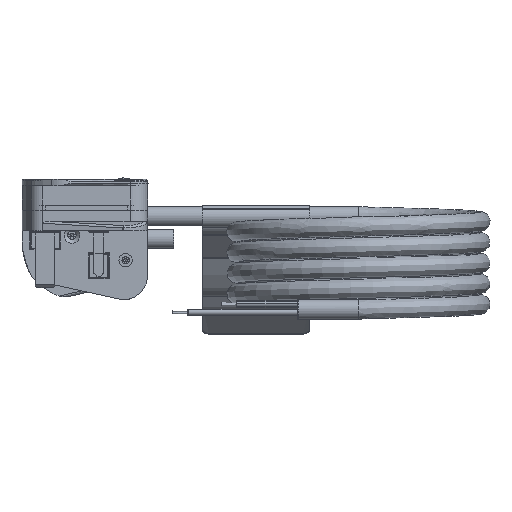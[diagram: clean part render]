
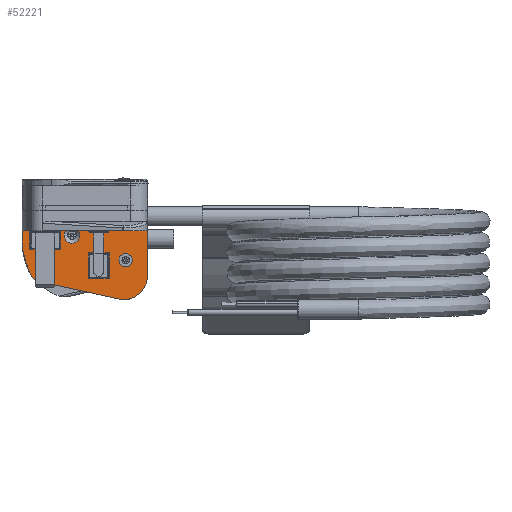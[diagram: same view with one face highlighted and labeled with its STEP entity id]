
A CAD part, left-side view. The second image highlights one B-rep face of the part: STEP entity #52221.
In plain terms, the highlighted planar face has unit normal (-1, 0, 0).
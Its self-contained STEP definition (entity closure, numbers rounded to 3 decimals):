
#45984=CARTESIAN_POINT('',(224.25,99.5,-1.));
#45985=VERTEX_POINT('',#45984);
#45986=CARTESIAN_POINT('',(224.25,99.5,-4.25));
#45987=DIRECTION('',(1.0,0.0,0.0));
#45988=DIRECTION('',(0.0,0.0,1.0));
#45989=AXIS2_PLACEMENT_3D('',#45986,#45987,#45988);
#45990=CIRCLE('',#45989,3.25);
#45991=EDGE_CURVE('',#45985,#45985,#45990,.T.);
#46001=CARTESIAN_POINT('',(224.25,116.75,-1.5));
#46002=VERTEX_POINT('',#46001);
#46003=CARTESIAN_POINT('',(224.25,116.75,-10.));
#46004=VERTEX_POINT('',#46003);
#46005=CARTESIAN_POINT('',(224.25,116.75,-1.5));
#46006=DIRECTION('',(0.0,0.0,-1.0));
#46007=VECTOR('',#46006,8.5);
#46008=LINE('',#46005,#46007);
#46009=EDGE_CURVE('',#46002,#46004,#46008,.T.);
#46074=CARTESIAN_POINT('',(224.25,104.25,-1.5));
#46075=VERTEX_POINT('',#46074);
#46076=CARTESIAN_POINT('',(224.25,104.25,-1.5));
#46077=DIRECTION('',(0.0,1.0,0.0));
#46078=VECTOR('',#46077,12.5);
#46079=LINE('',#46076,#46078);
#46080=EDGE_CURVE('',#46075,#46002,#46079,.T.);
#46244=CARTESIAN_POINT('',(224.25,84.25,10.5));
#46245=VERTEX_POINT('',#46244);
#46246=CARTESIAN_POINT('',(224.25,92.75,10.5));
#46247=VERTEX_POINT('',#46246);
#46248=CARTESIAN_POINT('',(224.25,84.25,10.5));
#46249=DIRECTION('',(0.0,1.0,0.0));
#46250=VECTOR('',#46249,8.5);
#46251=LINE('',#46248,#46250);
#46252=EDGE_CURVE('',#46245,#46247,#46251,.T.);
#46317=CARTESIAN_POINT('',(224.25,92.75,0.0));
#46318=VERTEX_POINT('',#46317);
#46319=CARTESIAN_POINT('',(224.25,92.75,10.5));
#46320=DIRECTION('',(0.0,0.0,-1.0));
#46321=VECTOR('',#46320,10.5);
#46322=LINE('',#46319,#46321);
#46323=EDGE_CURVE('',#46247,#46318,#46322,.T.);
#46373=CARTESIAN_POINT('',(224.25,84.25,-11.5));
#46374=VERTEX_POINT('',#46373);
#46375=CARTESIAN_POINT('',(224.25,92.75,-11.5));
#46376=VERTEX_POINT('',#46375);
#46377=CARTESIAN_POINT('',(224.25,84.25,-11.5));
#46378=DIRECTION('',(0.0,1.0,0.0));
#46379=VECTOR('',#46378,8.5);
#46380=LINE('',#46377,#46379);
#46381=EDGE_CURVE('',#46374,#46376,#46380,.T.);
#46446=CARTESIAN_POINT('',(224.25,92.75,-22.));
#46447=VERTEX_POINT('',#46446);
#46448=CARTESIAN_POINT('',(224.25,92.75,-11.5));
#46449=DIRECTION('',(0.0,0.0,-1.0));
#46450=VECTOR('',#46449,10.5);
#46451=LINE('',#46448,#46450);
#46452=EDGE_CURVE('',#46376,#46447,#46451,.T.);
#46502=CARTESIAN_POINT('',(224.25,84.25,-22.));
#46503=VERTEX_POINT('',#46502);
#46504=CARTESIAN_POINT('',(224.25,84.25,-22.));
#46505=DIRECTION('',(0.0,0.0,1.0));
#46506=VECTOR('',#46505,10.5);
#46507=LINE('',#46504,#46506);
#46508=EDGE_CURVE('',#46503,#46374,#46507,.T.);
#46558=CARTESIAN_POINT('',(224.25,84.25,0.0));
#46559=VERTEX_POINT('',#46558);
#46560=CARTESIAN_POINT('',(224.25,84.25,0.0));
#46561=DIRECTION('',(0.0,0.0,1.0));
#46562=VECTOR('',#46561,10.5);
#46563=LINE('',#46560,#46562);
#46564=EDGE_CURVE('',#46559,#46245,#46563,.T.);
#46614=CARTESIAN_POINT('',(224.25,92.75,-22.));
#46615=DIRECTION('',(0.0,-1.0,0.0));
#46616=VECTOR('',#46615,8.5);
#46617=LINE('',#46614,#46616);
#46618=EDGE_CURVE('',#46447,#46503,#46617,.T.);
#46653=CARTESIAN_POINT('',(224.25,92.75,0.0));
#46654=DIRECTION('',(0.0,-1.0,0.0));
#46655=VECTOR('',#46654,8.5);
#46656=LINE('',#46653,#46655);
#46657=EDGE_CURVE('',#46318,#46559,#46656,.T.);
#46692=CARTESIAN_POINT('',(224.25,104.25,-10.));
#46693=VERTEX_POINT('',#46692);
#46694=CARTESIAN_POINT('',(224.25,104.25,-10.));
#46695=DIRECTION('',(0.0,0.0,1.0));
#46696=VECTOR('',#46695,8.5);
#46697=LINE('',#46694,#46696);
#46698=EDGE_CURVE('',#46693,#46075,#46697,.T.);
#46748=CARTESIAN_POINT('',(224.25,116.75,-10.));
#46749=DIRECTION('',(0.0,-1.0,0.0));
#46750=VECTOR('',#46749,12.5);
#46751=LINE('',#46748,#46750);
#46752=EDGE_CURVE('',#46004,#46693,#46751,.T.);
#50379=CARTESIAN_POINT('',(224.25,77.5,5.75));
#50380=VERTEX_POINT('',#50379);
#50381=CARTESIAN_POINT('',(224.25,77.5,3.));
#50382=DIRECTION('',(1.0,0.0,0.0));
#50383=DIRECTION('',(0.0,0.0,1.0));
#50384=AXIS2_PLACEMENT_3D('',#50381,#50382,#50383);
#50385=CIRCLE('',#50384,2.75);
#50386=EDGE_CURVE('',#50380,#50380,#50385,.T.);
#50427=CARTESIAN_POINT('',(224.25,77.5,-11.75));
#50428=VERTEX_POINT('',#50427);
#50429=CARTESIAN_POINT('',(224.25,77.5,-14.5));
#50430=DIRECTION('',(1.0,0.0,0.0));
#50431=DIRECTION('',(0.0,0.0,1.0));
#50432=AXIS2_PLACEMENT_3D('',#50429,#50430,#50431);
#50433=CIRCLE('',#50432,2.75);
#50434=EDGE_CURVE('',#50428,#50428,#50433,.T.);
#51041=CARTESIAN_POINT('',(224.25,68.5,9.25));
#51042=VERTEX_POINT('',#51041);
#51049=CARTESIAN_POINT('',(224.25,68.5,-20.75));
#51050=VERTEX_POINT('',#51049);
#51051=CARTESIAN_POINT('',(224.25,68.5,9.25));
#51052=DIRECTION('',(0.0,0.0,-1.0));
#51053=VECTOR('',#51052,30.);
#51054=LINE('',#51051,#51053);
#51055=EDGE_CURVE('',#51042,#51050,#51054,.T.);
#51772=CARTESIAN_POINT('',(224.25,78.383,-30.749));
#51773=VERTEX_POINT('',#51772);
#51774=CARTESIAN_POINT('',(224.25,78.5,-20.75));
#51775=DIRECTION('',(1.0,0.0,0.0));
#51776=DIRECTION('',(0.0,0.0,-1.0));
#51777=AXIS2_PLACEMENT_3D('',#51774,#51775,#51776);
#51778=CIRCLE('',#51777,10.);
#51779=EDGE_CURVE('',#51050,#51773,#51778,.T.);
#51805=CARTESIAN_POINT('',(224.25,78.608,19.226));
#51806=VERTEX_POINT('',#51805);
#51813=CARTESIAN_POINT('',(224.25,78.383,19.249));
#51814=VERTEX_POINT('',#51813);
#51815=CARTESIAN_POINT('',(224.25,78.395,18.249));
#51816=DIRECTION('',(1.0,0.,0.));
#51817=DIRECTION('',(0.,0.101,0.995));
#51818=AXIS2_PLACEMENT_3D('',#51815,#51816,#51817);
#51819=CIRCLE('',#51818,1.0);
#51820=EDGE_CURVE('',#51806,#51814,#51819,.T.);
#51897=CARTESIAN_POINT('',(224.25,78.5,9.25));
#51898=DIRECTION('',(1.0,0.0,0.0));
#51899=DIRECTION('',(0.0,0.0,-1.0));
#51900=AXIS2_PLACEMENT_3D('',#51897,#51898,#51899);
#51901=CIRCLE('',#51900,10.);
#51902=EDGE_CURVE('',#51814,#51042,#51901,.T.);
#51916=CARTESIAN_POINT('',(224.25,78.608,-30.726));
#51917=VERTEX_POINT('',#51916);
#51918=CARTESIAN_POINT('',(224.25,78.395,-29.749));
#51919=DIRECTION('',(1.0,0.,0.));
#51920=DIRECTION('',(0.,0.101,-0.995));
#51921=AXIS2_PLACEMENT_3D('',#51918,#51919,#51920);
#51922=CIRCLE('',#51921,1.0);
#51923=EDGE_CURVE('',#51773,#51917,#51922,.T.);
#51976=CARTESIAN_POINT('',(224.25,111.565,12.036));
#51977=VERTEX_POINT('',#51976);
#51984=CARTESIAN_POINT('',(224.25,111.565,12.036));
#51985=DIRECTION('',(0.0,-0.977,0.213));
#51986=VECTOR('',#51985,33.732);
#51987=LINE('',#51984,#51986);
#51988=EDGE_CURVE('',#51977,#51806,#51987,.T.);
#51999=CARTESIAN_POINT('',(224.25,111.565,-23.536));
#52000=VERTEX_POINT('',#51999);
#52001=CARTESIAN_POINT('',(224.25,111.565,-23.536));
#52002=DIRECTION('',(0.0,-0.977,-0.213));
#52003=VECTOR('',#52002,33.732);
#52004=LINE('',#52001,#52003);
#52005=EDGE_CURVE('',#52000,#51917,#52004,.T.);
#52115=CARTESIAN_POINT('',(224.25,116.247,9.23));
#52116=VERTEX_POINT('',#52115);
#52123=CARTESIAN_POINT('',(224.25,111.565,6.727));
#52124=DIRECTION('',(1.0,0.0,0.0));
#52125=DIRECTION('',(0.0,0.0,-1.0));
#52126=AXIS2_PLACEMENT_3D('',#52123,#52124,#52125);
#52127=CIRCLE('',#52126,5.309);
#52128=EDGE_CURVE('',#52116,#51977,#52127,.T.);
#52140=CARTESIAN_POINT('',(224.25,116.247,-20.73));
#52141=VERTEX_POINT('',#52140);
#52148=CARTESIAN_POINT('',(224.25,88.225,-5.75));
#52149=DIRECTION('',(1.0,0.0,0.0));
#52150=DIRECTION('',(0.0,0.0,-1.0));
#52151=AXIS2_PLACEMENT_3D('',#52148,#52149,#52150);
#52152=CIRCLE('',#52151,31.775);
#52153=EDGE_CURVE('',#52141,#52116,#52152,.T.);
#52167=CARTESIAN_POINT('',(224.25,111.565,-18.227));
#52168=DIRECTION('',(1.0,0.0,0.0));
#52169=DIRECTION('',(0.0,0.0,-1.0));
#52170=AXIS2_PLACEMENT_3D('',#52167,#52168,#52169);
#52171=CIRCLE('',#52170,5.309);
#52172=EDGE_CURVE('',#52000,#52141,#52171,.T.);
#52177=CARTESIAN_POINT('',(224.25,94.904,-5.75));
#52178=DIRECTION('',(-1.0,0.0,0.0));
#52179=DIRECTION('',(0.0,0.0,1.0));
#52180=AXIS2_PLACEMENT_3D('',#52177,#52178,#52179);
#52181=PLANE('',#52180);
#52182=ORIENTED_EDGE('',*,*,#51923,.F.);
#52183=ORIENTED_EDGE('',*,*,#51779,.F.);
#52184=ORIENTED_EDGE('',*,*,#51055,.F.);
#52185=ORIENTED_EDGE('',*,*,#51902,.F.);
#52186=ORIENTED_EDGE('',*,*,#51820,.F.);
#52187=ORIENTED_EDGE('',*,*,#51988,.F.);
#52188=ORIENTED_EDGE('',*,*,#52128,.F.);
#52189=ORIENTED_EDGE('',*,*,#52153,.F.);
#52190=ORIENTED_EDGE('',*,*,#52172,.F.);
#52191=ORIENTED_EDGE('',*,*,#52005,.T.);
#52192=EDGE_LOOP('',(#52182,#52183,#52184,#52185,#52186,#52187,#52188,#52189,#52190,#52191));
#52193=FACE_OUTER_BOUND('',#52192,.T.);
#52194=ORIENTED_EDGE('',*,*,#45991,.T.);
#52195=EDGE_LOOP('',(#52194));
#52196=FACE_BOUND('',#52195,.T.);
#52197=ORIENTED_EDGE('',*,*,#46080,.F.);
#52198=ORIENTED_EDGE('',*,*,#46698,.F.);
#52199=ORIENTED_EDGE('',*,*,#46752,.F.);
#52200=ORIENTED_EDGE('',*,*,#46009,.F.);
#52201=EDGE_LOOP('',(#52197,#52198,#52199,#52200));
#52202=FACE_BOUND('',#52201,.T.);
#52203=ORIENTED_EDGE('',*,*,#46564,.F.);
#52204=ORIENTED_EDGE('',*,*,#46657,.F.);
#52205=ORIENTED_EDGE('',*,*,#46323,.F.);
#52206=ORIENTED_EDGE('',*,*,#46252,.F.);
#52207=EDGE_LOOP('',(#52203,#52204,#52205,#52206));
#52208=FACE_BOUND('',#52207,.T.);
#52209=ORIENTED_EDGE('',*,*,#46508,.F.);
#52210=ORIENTED_EDGE('',*,*,#46618,.F.);
#52211=ORIENTED_EDGE('',*,*,#46452,.F.);
#52212=ORIENTED_EDGE('',*,*,#46381,.F.);
#52213=EDGE_LOOP('',(#52209,#52210,#52211,#52212));
#52214=FACE_BOUND('',#52213,.T.);
#52215=ORIENTED_EDGE('',*,*,#50386,.T.);
#52216=EDGE_LOOP('',(#52215));
#52217=FACE_BOUND('',#52216,.T.);
#52218=ORIENTED_EDGE('',*,*,#50434,.T.);
#52219=EDGE_LOOP('',(#52218));
#52220=FACE_BOUND('',#52219,.T.);
#52221=ADVANCED_FACE('',(#52193,#52196,#52202,#52208,#52214,#52217,#52220),#52181,.T.);
